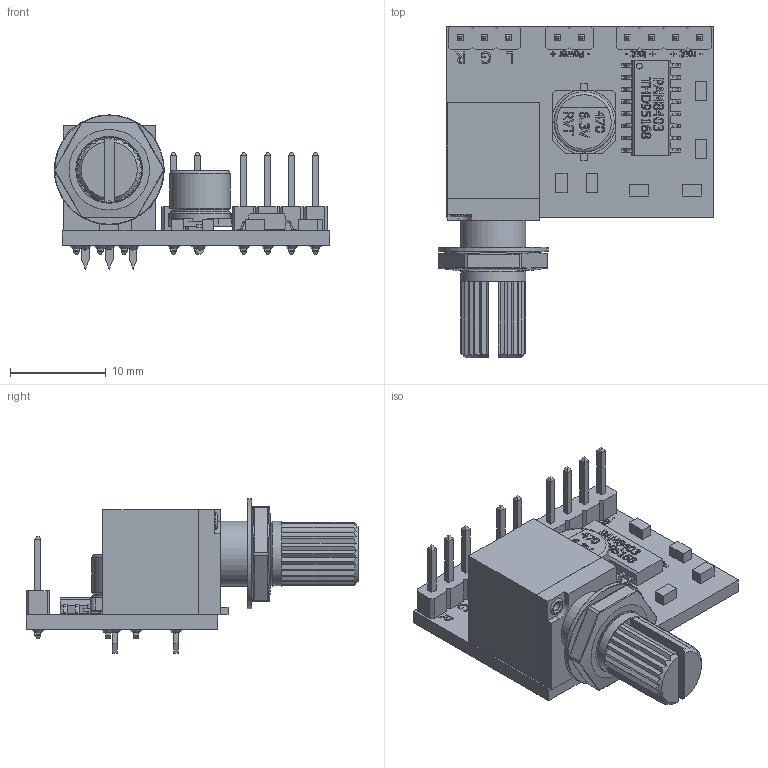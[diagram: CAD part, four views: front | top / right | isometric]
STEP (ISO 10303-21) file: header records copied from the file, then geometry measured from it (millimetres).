
FILE_DESCRIPTION(/* description */ (''),/* implementation_level */ '2;1');
FILE_NAME(/* name */ 'PAM8403 5V 2 Channel USB Digital Audio with Potentionmeter Switch.stp',/* time_stamp */ '2019-09-07T16:23:39+02:00',/* author */ ('7800mbz'),/* organization */ (''),/* preprocessor_version */ 'ST-DEVELOPER v17',/* originating_system */ 'Autodesk Inventor 2019',/* authorisation */ '');
FILE_SCHEMA (('AUTOMOTIVE_DESIGN { 1 0 10303 214 3 1 1 }'));
Products named in the file (1): PAM8403 5V 2 Channel USB Digital Audio with Potentionmeter Switch
Bounding box: 28.82 x 34.75 x 16.15 mm (x, y, z)
Volume: 2974.6 mm3; surface area: 3874.4 mm2
Topology: 34 solids, 34 shells, 1797 faces, 4763 edges, 3153 vertices
Faces by surface type: plane 1197, bspline 455, cylinder 113, cone 23, torus 9
Full cylindrical faces by diameter (mm): 1 x2, 1.04 x9, 1.2 x2, 1.267 x1, 1.8 x4, 2 x3, 3 x1, 3.091 x1, 5 x1, 6 x1, 6.3 x2, 6.8 x1, 6.82 x1, 7 x1, 7.1 x1, 11.5 x1
Entity records: 59267 total; most frequent: CARTESIAN_POINT 16447, ORIENTED_EDGE 9526, DIRECTION 6783, EDGE_CURVE 4763, LINE 3359, VECTOR 3359, VERTEX_POINT 3153, EDGE_LOOP 1937
